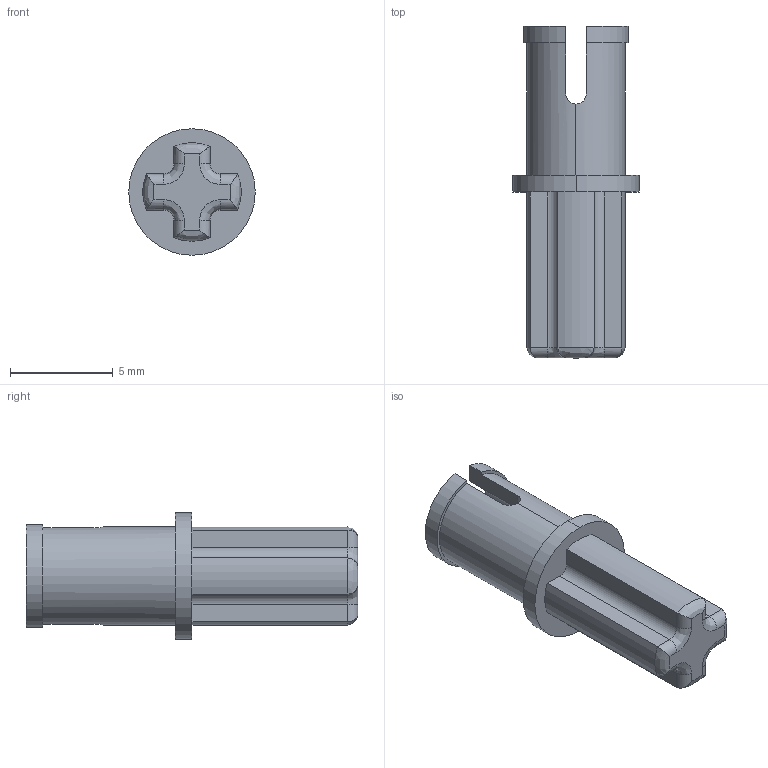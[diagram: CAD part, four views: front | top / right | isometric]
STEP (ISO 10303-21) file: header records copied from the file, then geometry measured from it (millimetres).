
FILE_DESCRIPTION (( 'STEP AP214' ), '1' );
FILE_NAME ('lab 4 conn axle blue.STEP', '2023-11-08T06:19:04', ( '' ), ( '' ), 'SwSTEP 2.0', 'SolidWorks 2022', '' );
FILE_SCHEMA (( 'AUTOMOTIVE_DESIGN' ));
Length unit declared in the file: centimetre
Products named in the file (1): lab 4 conn axle blue
Bounding box: 6.15 x 16.13 x 6.15 mm (x, y, z)
Volume: 197.1 mm3; surface area: 394.8 mm2
Topology: 1 solids, 1 shells, 55 faces, 137 edges, 86 vertices
Faces by surface type: cylinder 27, plane 20, bspline 8
Entity records: 1879 total; most frequent: CARTESIAN_POINT 583, ORIENTED_EDGE 274, DIRECTION 251, EDGE_CURVE 137, AXIS2_PLACEMENT_3D 90, VERTEX_POINT 86, LINE 71, VECTOR 71
